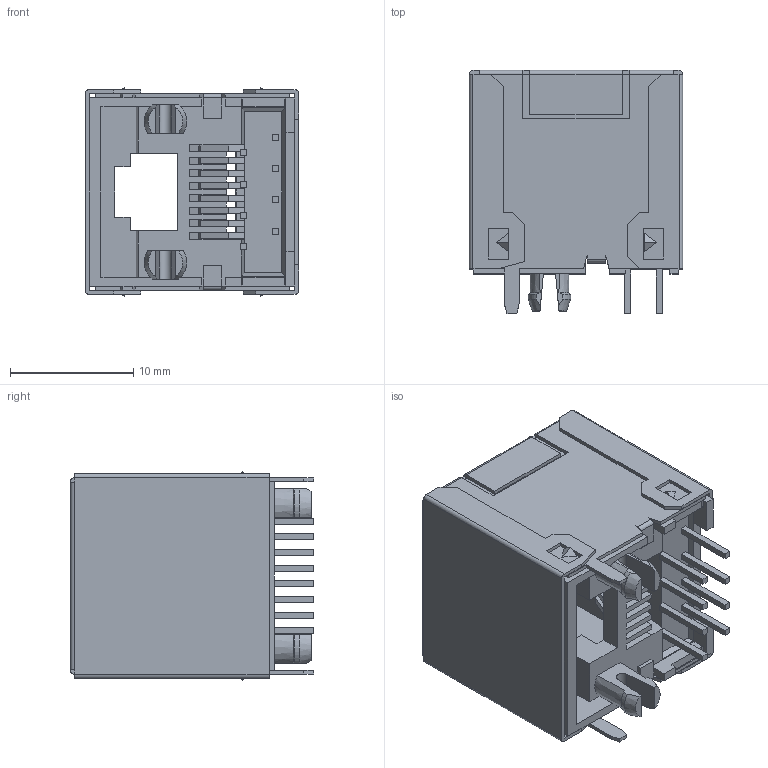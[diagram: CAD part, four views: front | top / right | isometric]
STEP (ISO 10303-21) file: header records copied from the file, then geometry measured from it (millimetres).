
FILE_DESCRIPTION (( 'STEP AP214' ), '1' );
FILE_NAME ('956232881.STEP', '2020-02-29T12:55:23', ( '' ), ( '' ), 'SwSTEP 2.0', 'SolidWorks 2017', '' );
FILE_SCHEMA (( 'AUTOMOTIVE_DESIGN' ));
Length unit declared in the file: millimetre
Products named in the file (1): 956232881
Bounding box: 17.3 x 19.7 x 16.9 mm (x, y, z)
Volume: 2308.4 mm3; surface area: 4663.9 mm2
Topology: 1 solids, 1 shells, 498 faces, 1463 edges, 954 vertices
Faces by surface type: plane 441, cylinder 45, cone 12
Entity records: 21845 total; most frequent: CARTESIAN_POINT 3012, ORIENTED_EDGE 2926, DIRECTION 2539, EDGE_CURVE 1463, VECTOR 1321, LINE 1321, VERTEX_POINT 954, AXIS2_PLACEMENT_3D 609
